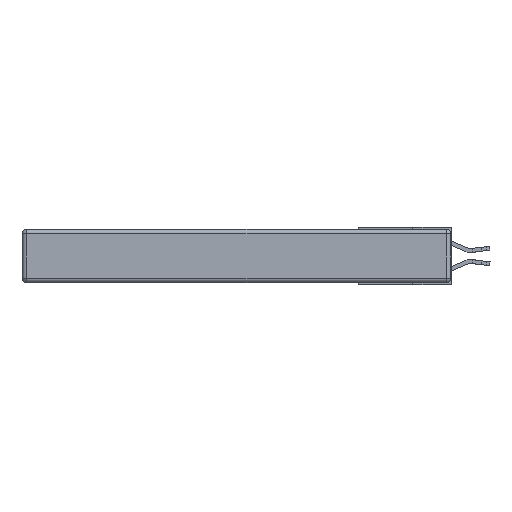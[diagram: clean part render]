
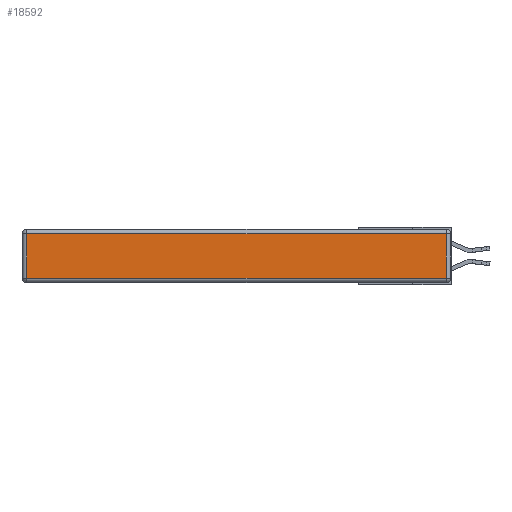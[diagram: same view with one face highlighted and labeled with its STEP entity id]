
A CAD part, left-side view. The second image highlights one B-rep face of the part: STEP entity #18592.
In plain terms, the highlighted planar face has unit normal (-1, 0, 0).
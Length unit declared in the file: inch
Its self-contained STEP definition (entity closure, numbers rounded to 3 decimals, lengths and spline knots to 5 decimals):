
#260 = ORIENTED_EDGE ( 'NONE', *, *, #4833, .T. ) ;
#975 = VERTEX_POINT ( 'NONE', #16027 ) ;
#1438 = PLANE ( 'NONE',  #9553 ) ;
#1584 = EDGE_CURVE ( 'NONE', #18755, #4686, #5350, .T. ) ;
#1755 = ORIENTED_EDGE ( 'NONE', *, *, #1584, .T. ) ;
#3090 = CARTESIAN_POINT ( 'NONE',  ( 0., 0., -0.343 ) ) ;
#3357 = VECTOR ( 'NONE', #8187, 39.37008 ) ;
#3787 = VECTOR ( 'NONE', #17124, 39.37008 ) ;
#4686 = VERTEX_POINT ( 'NONE', #12198 ) ;
#4833 = EDGE_CURVE ( 'NONE', #8821, #18755, #6440, .T. ) ;
#5350 = LINE ( 'NONE', #8480, #3357 ) ;
#6107 = LINE ( 'NONE', #8890, #15090 ) ;
#6440 = LINE ( 'NONE', #13178, #6687 ) ;
#6687 = VECTOR ( 'NONE', #19638, 39.37008 ) ;
#7995 = DIRECTION ( 'NONE',  ( 0., 0., 1. ) ) ;
#8187 = DIRECTION ( 'NONE',  ( 0., 0., -1. ) ) ;
#8480 = CARTESIAN_POINT ( 'NONE',  ( 0., 2.72, -0.343 ) ) ;
#8821 = VERTEX_POINT ( 'NONE', #19549 ) ;
#8890 = CARTESIAN_POINT ( 'NONE',  ( 0., 0.03, -0.343 ) ) ;
#9553 = AXIS2_PLACEMENT_3D ( 'NONE', #3090, #14180, #7995 ) ;
#9878 = EDGE_CURVE ( 'NONE', #975, #8821, #6107, .T. ) ;
#10078 = FACE_OUTER_BOUND ( 'NONE', #18019, .T. ) ;
#10196 = ORIENTED_EDGE ( 'NONE', *, *, #9878, .T. ) ;
#10628 = LINE ( 'NONE', #10880, #3787 ) ;
#10880 = CARTESIAN_POINT ( 'NONE',  ( 0., 0., -0.313 ) ) ;
#10979 = ORIENTED_EDGE ( 'NONE', *, *, #11955, .T. ) ;
#11955 = EDGE_CURVE ( 'NONE', #4686, #975, #10628, .T. ) ;
#12198 = CARTESIAN_POINT ( 'NONE',  ( 0., 2.72, -0.313 ) ) ;
#13178 = CARTESIAN_POINT ( 'NONE',  ( 0., 2.75, -0.03 ) ) ;
#14180 = DIRECTION ( 'NONE',  ( -1., 0., 0. ) ) ;
#15090 = VECTOR ( 'NONE', #15188, 39.37008 ) ;
#15188 = DIRECTION ( 'NONE',  ( 0., 0., 1. ) ) ;
#16027 = CARTESIAN_POINT ( 'NONE',  ( 0., 0.03, -0.313 ) ) ;
#16050 = CARTESIAN_POINT ( 'NONE',  ( 0., 2.72, -0.03 ) ) ;
#17124 = DIRECTION ( 'NONE',  ( 0., -1., 0. ) ) ;
#18019 = EDGE_LOOP ( 'NONE', ( #10979, #10196, #260, #1755 ) ) ;
#18592 = ADVANCED_FACE ( 'NONE', ( #10078 ), #1438, .T. ) ;
#18755 = VERTEX_POINT ( 'NONE', #16050 ) ;
#19549 = CARTESIAN_POINT ( 'NONE',  ( 0., 0.03, -0.03 ) ) ;
#19638 = DIRECTION ( 'NONE',  ( 0., 1., 0. ) ) ;
